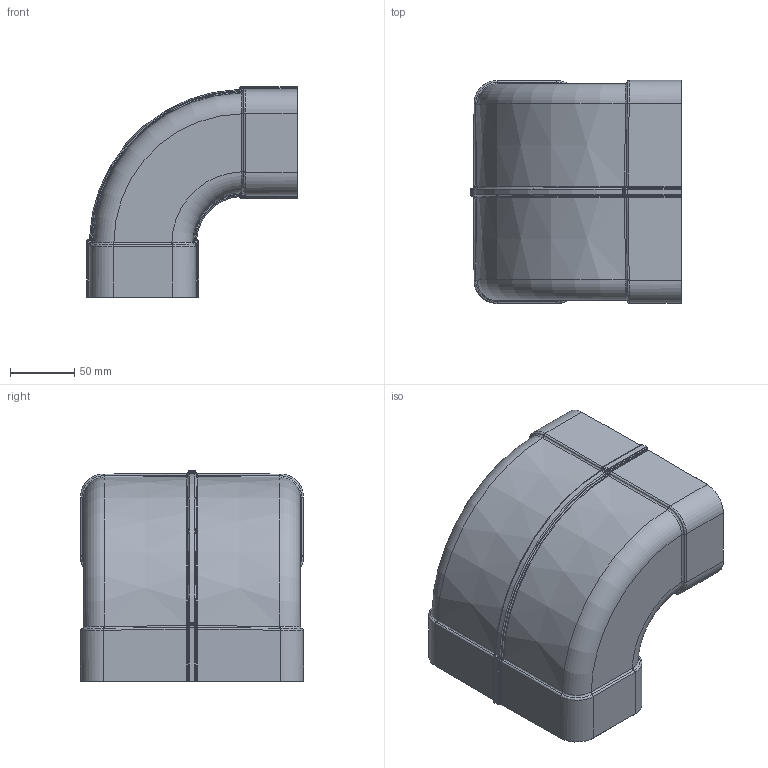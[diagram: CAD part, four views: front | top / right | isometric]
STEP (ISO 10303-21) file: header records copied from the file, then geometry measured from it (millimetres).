
FILE_DESCRIPTION(('STEP AP214'),'1');
FILE_NAME('.STP','2023-10-17T10:38:25',(' '),(' '),'Spatial InterOp 3D',' ',' ');
FILE_SCHEMA(('AUTOMOTIVE_DESIGN { 1 0 10303 214 1 1 1 1 }'));
Length unit declared in the file: millimetre
Products named in the file (2): 4033013_V MF-RBV 125 Rohrbogen vertikal 90°; ASSEM1
Assembly tree (1 placements, depth 2):
  4033013_V MF-RBV 125 Rohrbogen vertikal 90°
    ASSEM1
Bounding box: 164.29 x 174 x 164.29 mm (x, y, z)
Volume: 1741144.2 mm3; surface area: 164707.6 mm2
Topology: 1 solids, 1 shells, 324 faces, 788 edges, 468 vertices
Faces by surface type: bspline 104, cylinder 90, plane 70, torus 28, cone 20, extrusion 12
Entity records: 22484 total; most frequent: CARTESIAN_POINT 15400, ORIENTED_EDGE 1576, DIRECTION 1346, EDGE_CURVE 788, AXIS2_PLACEMENT_3D 510, VERTEX_POINT 468, EDGE_LOOP 326, VECTOR 326
